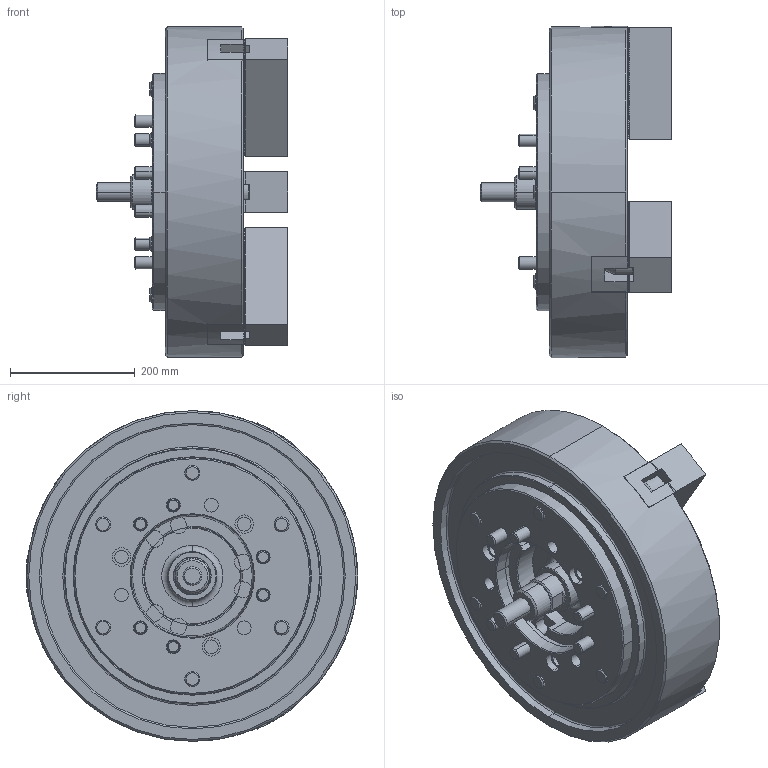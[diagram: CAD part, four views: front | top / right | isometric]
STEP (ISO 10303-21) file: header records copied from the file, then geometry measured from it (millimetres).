
FILE_DESCRIPTION (( 'STEP AP203' ), '1' );
FILE_NAME ('CF-3P-221A11.STEP', '2023-08-28T07:16:31', ( '' ), ( '' ), 'SwSTEP 2.0', 'SolidWorks 2020', '' );
FILE_SCHEMA (( 'CONFIG_CONTROL_DESIGN' ));
Length unit declared in the file: millimetre
Products named in the file (15): CF-3P-221-03000; 圓頭內六角螺栓_M30x125(全牙); CF-3P-15-05000; CF-3P-21-09000-A11法蘭; CF-3P-15-06000; 圓頭內六角螺栓_M20x55; CF-3P-221-01000; SJ-21; CF-3P-221A11; CF-3P-221-02000; 圓頭內六角螺栓_M6x12; CF-3P-221-04000; 圓頭內六角螺栓_M20x60; CF-3H-221-04000(T型塊); 圓頭內六角螺栓_M24x120
Assembly tree (40 placements, depth 2):
  CF-3P-221A11
    CF-3P-221-01000
    CF-3P-221-02000
    CF-3P-221-04000
    CF-3H-221-04000(T型塊)  x6
    CF-3P-221-03000  x3
    CF-3P-15-05000
    CF-3P-15-06000
    SJ-21  x3
    圓頭內六角螺栓_M6x12  x3
    圓頭內六角螺栓_M20x60  x6
    圓頭內六角螺栓_M24x120  x6
    圓頭內六角螺栓_M30x125(全牙)
    CF-3P-21-09000-A11法蘭
    圓頭內六角螺栓_M20x55  x6
Bounding box: 307.2 x 530.97 x 530 mm (x, y, z)
Volume: 29699234.5 mm3; surface area: 1964491.8 mm2
Topology: 40 solids, 40 shells, 5102 faces, 14574 edges, 9591 vertices
Faces by surface type: plane 3812, cylinder 979, cone 275, torus 36
Entity records: 64504 total; most frequent: CARTESIAN_POINT 11810, ORIENTED_EDGE 10780, DIRECTION 10261, EDGE_CURVE 5390, LINE 4085, VECTOR 4085, VERTEX_POINT 3555, AXIS2_PLACEMENT_3D 3088
